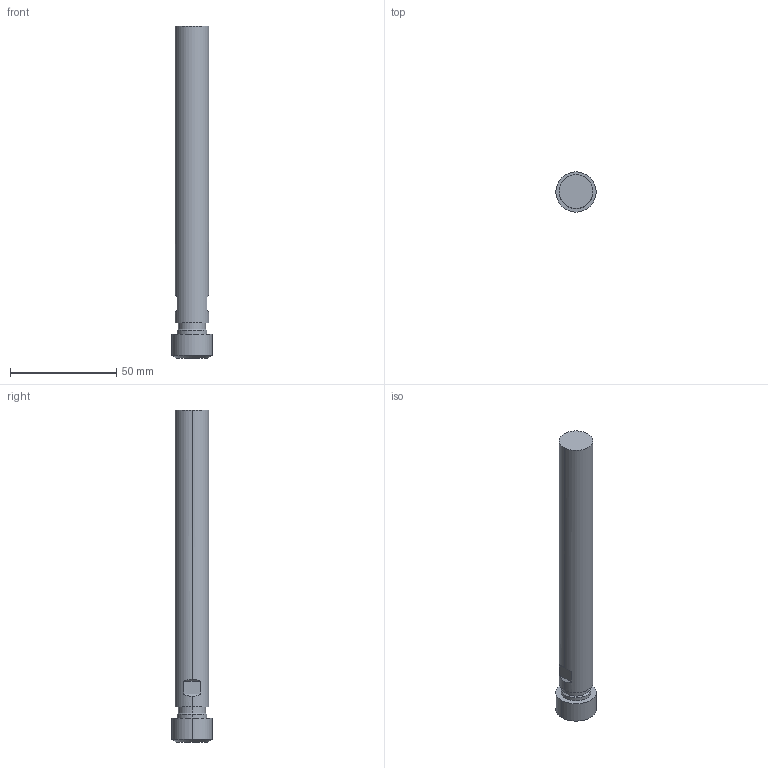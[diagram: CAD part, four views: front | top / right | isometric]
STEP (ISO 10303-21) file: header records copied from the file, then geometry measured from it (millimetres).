
FILE_DESCRIPTION (( 'STEP AP203' ), '1' );
FILE_NAME ('STP-04851.STEP', '2017-06-15T03:18:02', ( 'user' ), ( '' ), 'SwSTEP 2.0', 'SolidWorks 2015', '' );
FILE_SCHEMA (( 'CONFIG_CONTROL_DESIGN' ));
Length unit declared in the file: millimetre
Products named in the file (1): STP-04851
Bounding box: 19 x 19 x 156.6 mm (x, y, z)
Volume: 31256.1 mm3; surface area: 8970.5 mm2
Topology: 1 solids, 1 shells, 25 faces, 54 edges, 34 vertices
Faces by surface type: plane 11, cylinder 10, cone 4
Entity records: 759 total; most frequent: CARTESIAN_POINT 138, DIRECTION 120, ORIENTED_EDGE 108, EDGE_CURVE 54, AXIS2_PLACEMENT_3D 48, VERTEX_POINT 34, EDGE_LOOP 28, ADVANCED_FACE 25
